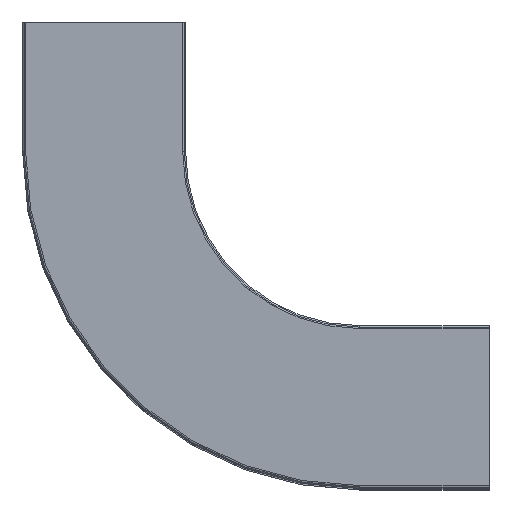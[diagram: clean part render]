
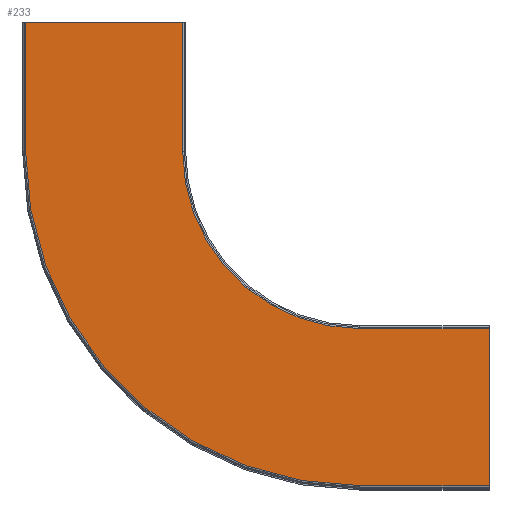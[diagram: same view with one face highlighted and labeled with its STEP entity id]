
A CAD part, top view. The second image highlights one B-rep face of the part: STEP entity #233.
In plain terms, the highlighted face is planar.
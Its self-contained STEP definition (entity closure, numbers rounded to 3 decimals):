
#11 = CARTESIAN_POINT ( 'NONE',  ( 0., 111., 0. ) ) ;
#25 = CARTESIAN_POINT ( 'NONE',  ( -90., 232.75, 0. ) ) ;
#34 = VECTOR ( 'NONE', #1332, 1000. ) ;
#50 = CARTESIAN_POINT ( 'NONE',  ( 0., 110., 0. ) ) ;
#63 = ORIENTED_EDGE ( 'NONE', *, *, #436, .F. ) ;
#67 = EDGE_CURVE ( 'NONE', #773, #1115, #122, .T. ) ;
#122 = LINE ( 'NONE', #11, #34 ) ;
#148 = ORIENTED_EDGE ( 'NONE', *, *, #540, .F. ) ;
#157 = CARTESIAN_POINT ( 'NONE',  ( -321.75, 322.75, 0. ) ) ;
#216 = EDGE_LOOP ( 'NONE', ( #426, #63, #488, #578, #393, #542, #1181, #148 ) ) ;
#226 = DIRECTION ( 'NONE',  ( 1., 0., 0. ) ) ;
#233 = ADVANCED_FACE ( 'NONE', ( #1494 ), #1254, .T. ) ;
#288 = DIRECTION ( 'NONE',  ( 1., 0., 0. ) ) ;
#293 = EDGE_CURVE ( 'NONE', #702, #444, #1395, .T. ) ;
#312 = EDGE_CURVE ( 'NONE', #929, #1153, #410, .T. ) ;
#340 = CIRCLE ( 'NONE', #1362, 122.75 ) ;
#392 = VECTOR ( 'NONE', #636, 1000. ) ;
#393 = ORIENTED_EDGE ( 'NONE', *, *, #420, .F. ) ;
#401 = CARTESIAN_POINT ( 'NONE',  ( -321.75, 322.75, 0. ) ) ;
#410 = LINE ( 'NONE', #892, #767 ) ;
#420 = EDGE_CURVE ( 'NONE', #783, #773, #467, .T. ) ;
#426 = ORIENTED_EDGE ( 'NONE', *, *, #312, .F. ) ;
#436 = EDGE_CURVE ( 'NONE', #554, #929, #340, .T. ) ;
#444 = VERTEX_POINT ( 'NONE', #565 ) ;
#467 = LINE ( 'NONE', #1450, #1152 ) ;
#488 = ORIENTED_EDGE ( 'NONE', *, *, #701, .F. ) ;
#490 = CARTESIAN_POINT ( 'NONE',  ( -322.75, 322.75, 0. ) ) ;
#523 = DIRECTION ( 'NONE',  ( -1., 0., 0. ) ) ;
#540 = EDGE_CURVE ( 'NONE', #1153, #702, #1479, .T. ) ;
#542 = ORIENTED_EDGE ( 'NONE', *, *, #1157, .F. ) ;
#554 = VERTEX_POINT ( 'NONE', #1488 ) ;
#565 = CARTESIAN_POINT ( 'NONE',  ( -321.75, 232.75, 0. ) ) ;
#578 = ORIENTED_EDGE ( 'NONE', *, *, #67, .F. ) ;
#589 = VECTOR ( 'NONE', #523, 1000. ) ;
#591 = DIRECTION ( 'NONE',  ( 0., 0., -1. ) ) ;
#636 = DIRECTION ( 'NONE',  ( 0., -1., 0. ) ) ;
#667 = LINE ( 'NONE', #1006, #589 ) ;
#701 = EDGE_CURVE ( 'NONE', #1115, #554, #667, .T. ) ;
#702 = VERTEX_POINT ( 'NONE', #401 ) ;
#767 = VECTOR ( 'NONE', #1261, 1000. ) ;
#770 = CARTESIAN_POINT ( 'NONE',  ( -90., 1., 0. ) ) ;
#773 = VERTEX_POINT ( 'NONE', #1145 ) ;
#783 = VERTEX_POINT ( 'NONE', #770 ) ;
#873 = AXIS2_PLACEMENT_3D ( 'NONE', #25, #1377, #288 ) ;
#885 = DIRECTION ( 'NONE',  ( -1., 0., 0. ) ) ;
#892 = CARTESIAN_POINT ( 'NONE',  ( -212.75, 232.75, 0. ) ) ;
#929 = VERTEX_POINT ( 'NONE', #1420 ) ;
#977 = CIRCLE ( 'NONE', #873, 231.75 ) ;
#980 = AXIS2_PLACEMENT_3D ( 'NONE', #1380, #1020, #885 ) ;
#1006 = CARTESIAN_POINT ( 'NONE',  ( 0., 110., 0. ) ) ;
#1020 = DIRECTION ( 'NONE',  ( 0., 0., -1. ) ) ;
#1053 = CARTESIAN_POINT ( 'NONE',  ( -90., 232.75, 0. ) ) ;
#1079 = DIRECTION ( 'NONE',  ( -1., 0., 0. ) ) ;
#1088 = DIRECTION ( 'NONE',  ( -1., 0., 0. ) ) ;
#1115 = VERTEX_POINT ( 'NONE', #50 ) ;
#1124 = VECTOR ( 'NONE', #1088, 1000. ) ;
#1145 = CARTESIAN_POINT ( 'NONE',  ( 0., 1., 0. ) ) ;
#1152 = VECTOR ( 'NONE', #226, 1000. ) ;
#1153 = VERTEX_POINT ( 'NONE', #1386 ) ;
#1157 = EDGE_CURVE ( 'NONE', #444, #783, #977, .T. ) ;
#1181 = ORIENTED_EDGE ( 'NONE', *, *, #293, .F. ) ;
#1254 = PLANE ( 'NONE',  #980 ) ;
#1261 = DIRECTION ( 'NONE',  ( 0., 1., 0. ) ) ;
#1332 = DIRECTION ( 'NONE',  ( 0., 1., 0. ) ) ;
#1362 = AXIS2_PLACEMENT_3D ( 'NONE', #1053, #591, #1079 ) ;
#1377 = DIRECTION ( 'NONE',  ( 0., 0., 1. ) ) ;
#1380 = CARTESIAN_POINT ( 'NONE',  ( -90., 232.75, 0. ) ) ;
#1386 = CARTESIAN_POINT ( 'NONE',  ( -212.75, 322.75, 0. ) ) ;
#1395 = LINE ( 'NONE', #157, #392 ) ;
#1420 = CARTESIAN_POINT ( 'NONE',  ( -212.75, 232.75, 0. ) ) ;
#1450 = CARTESIAN_POINT ( 'NONE',  ( -90., 1., 0. ) ) ;
#1479 = LINE ( 'NONE', #490, #1124 ) ;
#1488 = CARTESIAN_POINT ( 'NONE',  ( -90., 110., 0. ) ) ;
#1494 = FACE_OUTER_BOUND ( 'NONE', #216, .T. ) ;
